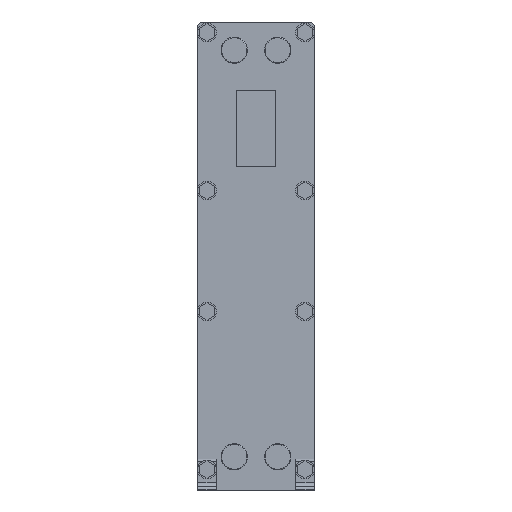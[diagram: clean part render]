
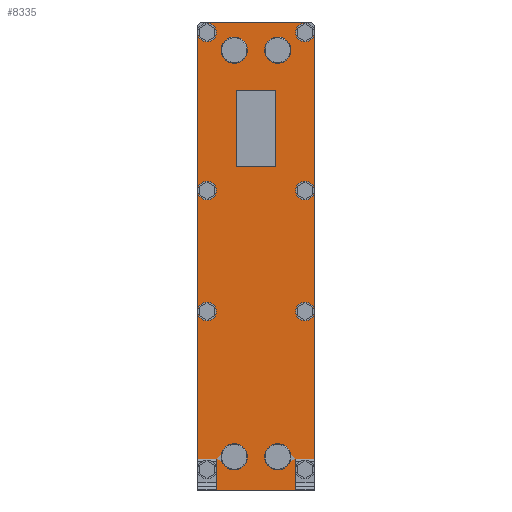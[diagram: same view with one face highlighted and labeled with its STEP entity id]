
A CAD part, front view. The second image highlights one B-rep face of the part: STEP entity #8335.
In plain terms, the highlighted planar face has unit normal (0, -1, 0).
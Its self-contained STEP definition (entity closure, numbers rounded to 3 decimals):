
#341=FACE_BOUND('',#2958,.T.);
#342=FACE_BOUND('',#2959,.T.);
#343=FACE_BOUND('',#2960,.T.);
#344=FACE_BOUND('',#2961,.T.);
#345=FACE_BOUND('',#2962,.T.);
#346=FACE_BOUND('',#2963,.T.);
#347=FACE_BOUND('',#2964,.T.);
#348=FACE_BOUND('',#2965,.T.);
#349=FACE_BOUND('',#2966,.T.);
#350=FACE_BOUND('',#2967,.T.);
#351=FACE_BOUND('',#2968,.T.);
#619=LINE('',#12358,#1539);
#626=LINE('',#12375,#1546);
#634=LINE('',#12400,#1554);
#639=LINE('',#12413,#1559);
#648=LINE('',#12436,#1568);
#656=LINE('',#12461,#1576);
#666=LINE('',#12503,#1586);
#669=LINE('',#12508,#1589);
#671=LINE('',#12512,#1591);
#676=LINE('',#12525,#1596);
#679=LINE('',#12530,#1599);
#681=LINE('',#12534,#1601);
#683=LINE('',#12537,#1603);
#684=LINE('',#12540,#1604);
#686=LINE('',#12544,#1606);
#690=LINE('',#12549,#1610);
#691=LINE('',#12551,#1611);
#692=LINE('',#12553,#1612);
#1539=VECTOR('',#9893,1.);
#1546=VECTOR('',#9908,1.);
#1554=VECTOR('',#9936,1.);
#1559=VECTOR('',#9945,1.);
#1568=VECTOR('',#9968,1.);
#1576=VECTOR('',#9996,1.);
#1586=VECTOR('',#10030,10.);
#1589=VECTOR('',#10035,10.);
#1591=VECTOR('',#10039,10.);
#1596=VECTOR('',#10048,10.);
#1599=VECTOR('',#10053,10.);
#1601=VECTOR('',#10057,10.);
#1603=VECTOR('',#10061,10.);
#1604=VECTOR('',#10064,10.);
#1606=VECTOR('',#10068,1.);
#1610=VECTOR('',#10074,1.);
#1611=VECTOR('',#10077,10.);
#1612=VECTOR('',#10080,10.);
#2425=FACE_OUTER_BOUND('',#2957,.T.);
#2957=EDGE_LOOP('',(#6153,#6154,#6155,#6156,#6157,#6158,#6159,#6160,#6161,
#6162,#6163,#6164,#6165,#6166));
#2958=EDGE_LOOP('',(#6167));
#2959=EDGE_LOOP('',(#6168));
#2960=EDGE_LOOP('',(#6169));
#2961=EDGE_LOOP('',(#6170));
#2962=EDGE_LOOP('',(#6171));
#2963=EDGE_LOOP('',(#6172));
#2964=EDGE_LOOP('',(#6173));
#2965=EDGE_LOOP('',(#6174));
#2966=EDGE_LOOP('',(#6175));
#2967=EDGE_LOOP('',(#6176));
#2968=EDGE_LOOP('',(#6177,#6178,#6179,#6180));
#3442=CIRCLE('',#8710,15.);
#3444=CIRCLE('',#8727,15.);
#3446=CIRCLE('',#8732,21.2);
#3449=CIRCLE('',#8738,21.2);
#3452=CIRCLE('',#8744,15.);
#3454=CIRCLE('',#8755,15.);
#3456=CIRCLE('',#8772,15.);
#3458=CIRCLE('',#8783,15.);
#3466=CIRCLE('',#8806,21.2);
#3469=CIRCLE('',#8812,21.2);
#3722=VERTEX_POINT('',#11944);
#3742=VERTEX_POINT('',#12011);
#3744=VERTEX_POINT('',#12018);
#3747=VERTEX_POINT('',#12027);
#3756=VERTEX_POINT('',#12048);
#3770=VERTEX_POINT('',#12091);
#3790=VERTEX_POINT('',#12158);
#3804=VERTEX_POINT('',#12201);
#3826=VERTEX_POINT('',#12269);
#3829=VERTEX_POINT('',#12278);
#3850=VERTEX_POINT('',#12342);
#3854=VERTEX_POINT('',#12354);
#3855=VERTEX_POINT('',#12356);
#3868=VERTEX_POINT('',#12398);
#3869=VERTEX_POINT('',#12402);
#3873=VERTEX_POINT('',#12410);
#3874=VERTEX_POINT('',#12412);
#3888=VERTEX_POINT('',#12459);
#3907=VERTEX_POINT('',#12500);
#3908=VERTEX_POINT('',#12502);
#3909=VERTEX_POINT('',#12506);
#3910=VERTEX_POINT('',#12510);
#3915=VERTEX_POINT('',#12523);
#3916=VERTEX_POINT('',#12524);
#3917=VERTEX_POINT('',#12529);
#3918=VERTEX_POINT('',#12533);
#3919=VERTEX_POINT('',#12539);
#3920=VERTEX_POINT('',#12543);
#4496=EDGE_CURVE('',#3722,#3722,#3442,.T.);
#4528=EDGE_CURVE('',#3742,#3742,#3444,.T.);
#4530=EDGE_CURVE('',#3744,#3744,#3446,.T.);
#4533=EDGE_CURVE('',#3747,#3747,#3449,.T.);
#4542=EDGE_CURVE('',#3756,#3756,#3452,.T.);
#4562=EDGE_CURVE('',#3770,#3770,#3454,.T.);
#4594=EDGE_CURVE('',#3790,#3790,#3456,.T.);
#4614=EDGE_CURVE('',#3804,#3804,#3458,.T.);
#4645=EDGE_CURVE('',#3826,#3826,#3466,.T.);
#4648=EDGE_CURVE('',#3829,#3829,#3469,.T.);
#4685=EDGE_CURVE('',#3854,#3855,#619,.T.);
#4694=EDGE_CURVE('',#3855,#3850,#626,.T.);
#4706=EDGE_CURVE('',#3868,#3854,#634,.T.);
#4711=EDGE_CURVE('',#3874,#3873,#639,.T.);
#4724=EDGE_CURVE('',#3869,#3874,#648,.T.);
#4736=EDGE_CURVE('',#3873,#3888,#656,.T.);
#4756=EDGE_CURVE('',#3908,#3907,#666,.T.);
#4759=EDGE_CURVE('',#3907,#3909,#669,.T.);
#4761=EDGE_CURVE('',#3909,#3910,#671,.T.);
#4766=EDGE_CURVE('',#3915,#3916,#676,.T.);
#4769=EDGE_CURVE('',#3916,#3917,#679,.T.);
#4771=EDGE_CURVE('',#3917,#3918,#681,.T.);
#4773=EDGE_CURVE('',#3918,#3915,#683,.T.);
#4774=EDGE_CURVE('',#3910,#3919,#684,.T.);
#4776=EDGE_CURVE('',#3920,#3908,#686,.T.);
#4780=EDGE_CURVE('',#3888,#3868,#690,.T.);
#4781=EDGE_CURVE('',#3919,#3869,#691,.T.);
#4782=EDGE_CURVE('',#3850,#3920,#692,.T.);
#6153=ORIENTED_EDGE('',*,*,#4694,.T.);
#6154=ORIENTED_EDGE('',*,*,#4782,.T.);
#6155=ORIENTED_EDGE('',*,*,#4776,.T.);
#6156=ORIENTED_EDGE('',*,*,#4756,.T.);
#6157=ORIENTED_EDGE('',*,*,#4759,.T.);
#6158=ORIENTED_EDGE('',*,*,#4761,.T.);
#6159=ORIENTED_EDGE('',*,*,#4774,.T.);
#6160=ORIENTED_EDGE('',*,*,#4781,.T.);
#6161=ORIENTED_EDGE('',*,*,#4724,.T.);
#6162=ORIENTED_EDGE('',*,*,#4711,.T.);
#6163=ORIENTED_EDGE('',*,*,#4736,.T.);
#6164=ORIENTED_EDGE('',*,*,#4780,.T.);
#6165=ORIENTED_EDGE('',*,*,#4706,.T.);
#6166=ORIENTED_EDGE('',*,*,#4685,.T.);
#6167=ORIENTED_EDGE('',*,*,#4496,.T.);
#6168=ORIENTED_EDGE('',*,*,#4528,.T.);
#6169=ORIENTED_EDGE('',*,*,#4530,.T.);
#6170=ORIENTED_EDGE('',*,*,#4533,.T.);
#6171=ORIENTED_EDGE('',*,*,#4542,.T.);
#6172=ORIENTED_EDGE('',*,*,#4562,.T.);
#6173=ORIENTED_EDGE('',*,*,#4594,.T.);
#6174=ORIENTED_EDGE('',*,*,#4614,.T.);
#6175=ORIENTED_EDGE('',*,*,#4645,.T.);
#6176=ORIENTED_EDGE('',*,*,#4648,.T.);
#6177=ORIENTED_EDGE('',*,*,#4773,.T.);
#6178=ORIENTED_EDGE('',*,*,#4766,.T.);
#6179=ORIENTED_EDGE('',*,*,#4769,.T.);
#6180=ORIENTED_EDGE('',*,*,#4771,.T.);
#7933=PLANE('',#8893);
#8335=ADVANCED_FACE('',(#2425,#341,#342,#343,#344,#345,#346,#347,#348,#349,
#350,#351),#7933,.F.);
#8710=AXIS2_PLACEMENT_3D('',#11945,#9487,#9488);
#8727=AXIS2_PLACEMENT_3D('',#12012,#9551,#9552);
#8732=AXIS2_PLACEMENT_3D('',#12019,#9561,#9562);
#8738=AXIS2_PLACEMENT_3D('',#12028,#9573,#9574);
#8744=AXIS2_PLACEMENT_3D('',#12049,#9591,#9592);
#8755=AXIS2_PLACEMENT_3D('',#12092,#9631,#9632);
#8772=AXIS2_PLACEMENT_3D('',#12159,#9695,#9696);
#8783=AXIS2_PLACEMENT_3D('',#12202,#9735,#9736);
#8806=AXIS2_PLACEMENT_3D('',#12270,#9804,#9805);
#8812=AXIS2_PLACEMENT_3D('',#12279,#9816,#9817);
#8893=AXIS2_PLACEMENT_3D('',#12554,#10081,#10082);
#9487=DIRECTION('center_axis',(0.,1.,0.));
#9488=DIRECTION('ref_axis',(-1.,0.,0.));
#9551=DIRECTION('center_axis',(0.,1.,0.));
#9552=DIRECTION('ref_axis',(-1.,0.,0.));
#9561=DIRECTION('center_axis',(0.,1.,0.));
#9562=DIRECTION('ref_axis',(-1.,0.,0.));
#9573=DIRECTION('center_axis',(0.,1.,0.));
#9574=DIRECTION('ref_axis',(-1.,0.,0.));
#9591=DIRECTION('center_axis',(0.,1.,0.));
#9592=DIRECTION('ref_axis',(-1.,0.,0.));
#9631=DIRECTION('center_axis',(0.,1.,0.));
#9632=DIRECTION('ref_axis',(-1.,0.,0.));
#9695=DIRECTION('center_axis',(0.,1.,0.));
#9696=DIRECTION('ref_axis',(-1.,0.,0.));
#9735=DIRECTION('center_axis',(0.,1.,0.));
#9736=DIRECTION('ref_axis',(-1.,0.,0.));
#9804=DIRECTION('center_axis',(0.,1.,0.));
#9805=DIRECTION('ref_axis',(-1.,0.,0.));
#9816=DIRECTION('center_axis',(0.,1.,0.));
#9817=DIRECTION('ref_axis',(-1.,0.,0.));
#9893=DIRECTION('',(1.,0.,0.));
#9908=DIRECTION('',(0.,0.,-1.));
#9936=DIRECTION('',(0.,0.,1.));
#9945=DIRECTION('',(1.,0.,0.));
#9968=DIRECTION('',(0.,0.,1.));
#9996=DIRECTION('',(0.,0.,-1.));
#10030=DIRECTION('',(-0.707,0.,0.707));
#10035=DIRECTION('',(-1.,0.,0.));
#10039=DIRECTION('',(-0.707,0.,-0.707));
#10048=DIRECTION('',(1.,0.,0.));
#10053=DIRECTION('',(0.,0.,-1.));
#10057=DIRECTION('',(-1.,0.,0.));
#10061=DIRECTION('',(0.,0.,1.));
#10064=DIRECTION('',(0.,0.,-1.));
#10068=DIRECTION('',(0.,0.,1.));
#10074=DIRECTION('',(1.,0.,0.));
#10077=DIRECTION('',(0.707,0.,-0.707));
#10080=DIRECTION('',(0.707,0.,0.707));
#10081=DIRECTION('center_axis',(0.,1.,0.));
#10082=DIRECTION('ref_axis',(-1.,0.,0.));
#11944=CARTESIAN_POINT('',(94.,-25.,738.));
#11945=CARTESIAN_POINT('Origin',(79.,-25.,738.));
#12011=CARTESIAN_POINT('',(-64.,-25.,738.));
#12012=CARTESIAN_POINT('Origin',(-79.,-25.,738.));
#12018=CARTESIAN_POINT('',(56.2,-25.,709.5));
#12019=CARTESIAN_POINT('Origin',(35.,-25.,709.5));
#12027=CARTESIAN_POINT('',(-13.8,-25.,709.5));
#12028=CARTESIAN_POINT('Origin',(-35.,-25.,709.5));
#12048=CARTESIAN_POINT('',(94.,-25.,483.));
#12049=CARTESIAN_POINT('Origin',(79.,-25.,483.));
#12091=CARTESIAN_POINT('',(94.,-25.,288.));
#12092=CARTESIAN_POINT('Origin',(79.,-25.,288.));
#12158=CARTESIAN_POINT('',(-64.,-25.,288.));
#12159=CARTESIAN_POINT('Origin',(-79.,-25.,288.));
#12201=CARTESIAN_POINT('',(-64.,-25.,483.));
#12202=CARTESIAN_POINT('Origin',(-79.,-25.,483.));
#12269=CARTESIAN_POINT('',(56.2,-25.,53.5));
#12270=CARTESIAN_POINT('Origin',(35.,-25.,53.5));
#12278=CARTESIAN_POINT('',(-13.8,-25.,53.5));
#12279=CARTESIAN_POINT('Origin',(-35.,-25.,53.5));
#12342=CARTESIAN_POINT('',(94.,-25.,4.));
#12354=CARTESIAN_POINT('',(64.,-25.,50.));
#12356=CARTESIAN_POINT('',(94.,-25.,50.));
#12358=CARTESIAN_POINT('',(0.,-25.,50.));
#12375=CARTESIAN_POINT('',(94.,-25.,28.928));
#12398=CARTESIAN_POINT('',(64.,-25.,0.));
#12400=CARTESIAN_POINT('',(64.,-25.,28.928));
#12402=CARTESIAN_POINT('',(-94.,-25.,4.));
#12410=CARTESIAN_POINT('',(-64.,-25.,50.));
#12412=CARTESIAN_POINT('',(-94.,-25.,50.));
#12413=CARTESIAN_POINT('',(0.,-25.,50.));
#12436=CARTESIAN_POINT('',(-94.,-25.,28.928));
#12459=CARTESIAN_POINT('',(-64.,-25.,0.));
#12461=CARTESIAN_POINT('',(-64.,-25.,28.928));
#12500=CARTESIAN_POINT('',(90.,-25.,755.));
#12502=CARTESIAN_POINT('',(95.,-25.,750.));
#12503=CARTESIAN_POINT('',(90.,-25.,755.));
#12506=CARTESIAN_POINT('',(-90.,-25.,755.));
#12508=CARTESIAN_POINT('',(-90.,-25.,755.));
#12510=CARTESIAN_POINT('',(-95.,-25.,750.));
#12512=CARTESIAN_POINT('',(-95.,-25.,750.));
#12523=CARTESIAN_POINT('',(-32.25,-25.,645.));
#12524=CARTESIAN_POINT('',(32.25,-25.,645.));
#12525=CARTESIAN_POINT('',(-16.125,-25.,645.));
#12529=CARTESIAN_POINT('',(32.25,-25.,521.2));
#12530=CARTESIAN_POINT('',(32.25,-25.,581.75));
#12533=CARTESIAN_POINT('',(-32.25,-25.,521.2));
#12534=CARTESIAN_POINT('',(16.125,-25.,521.2));
#12537=CARTESIAN_POINT('',(-32.25,-25.,519.85));
#12539=CARTESIAN_POINT('',(-95.,-25.,5.));
#12540=CARTESIAN_POINT('',(-95.,-25.,5.));
#12543=CARTESIAN_POINT('',(95.,-25.,5.));
#12544=CARTESIAN_POINT('',(95.,-25.,86.147));
#12549=CARTESIAN_POINT('',(-45.,-25.,0.));
#12551=CARTESIAN_POINT('',(-90.,-25.,0.));
#12553=CARTESIAN_POINT('',(95.,-25.,5.));
#12554=CARTESIAN_POINT('Origin',(0.,-25.,43.073));
